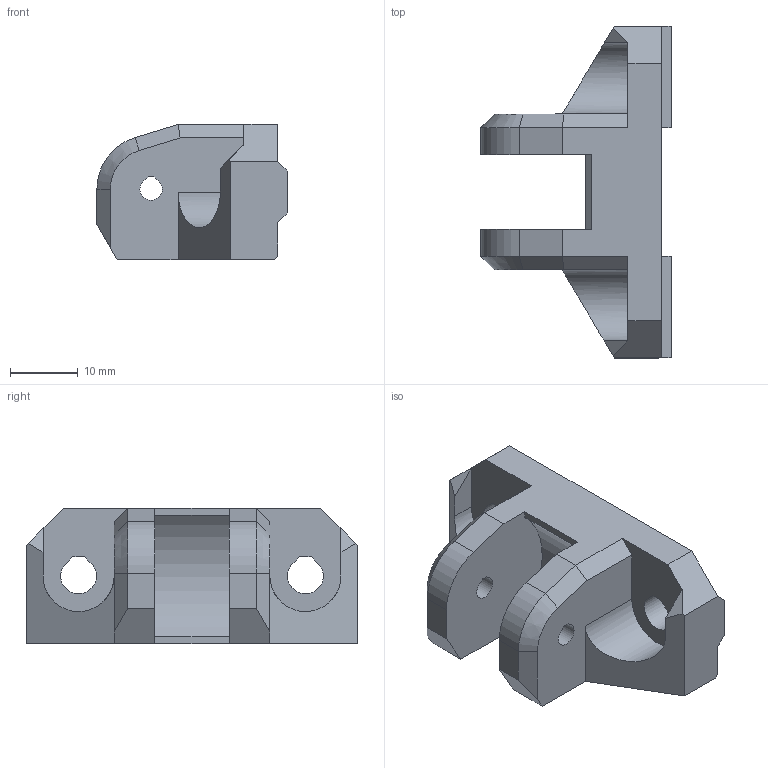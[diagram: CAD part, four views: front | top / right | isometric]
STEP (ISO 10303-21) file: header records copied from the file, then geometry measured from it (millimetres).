
FILE_DESCRIPTION(/* description */ (''),/* implementation_level */ '2;1');
FILE_NAME(/* name */ 'y_idler.step',/* time_stamp */ '2017-11-29T20:44:14+01:00',/* author */ ('gregsaun'),/* organization */ (''),/* preprocessor_version */ 'ST-DEVELOPER v16.13',/* originating_system */ 'Autodesk Translation Framework v6.5.0.72',/* authorisation */ '');
FILE_SCHEMA (('AUTOMOTIVE_DESIGN { 1 0 10303 214 3 1 1 }'));
Length unit declared in the file: millimetre
Products named in the file (1): y_idler
Bounding box: 28.1 x 49 x 20 mm (x, y, z)
Volume: 10338.7 mm3; surface area: 5740.8 mm2
Topology: 1 solids, 8 shells, 120 faces, 301 edges, 198 vertices
Faces by surface type: plane 109, cylinder 9, cone 2
Entity records: 3563 total; most frequent: CARTESIAN_POINT 620, ORIENTED_EDGE 602, DIRECTION 563, EDGE_CURVE 301, LINE 281, VECTOR 281, VERTEX_POINT 198, AXIS2_PLACEMENT_3D 141
